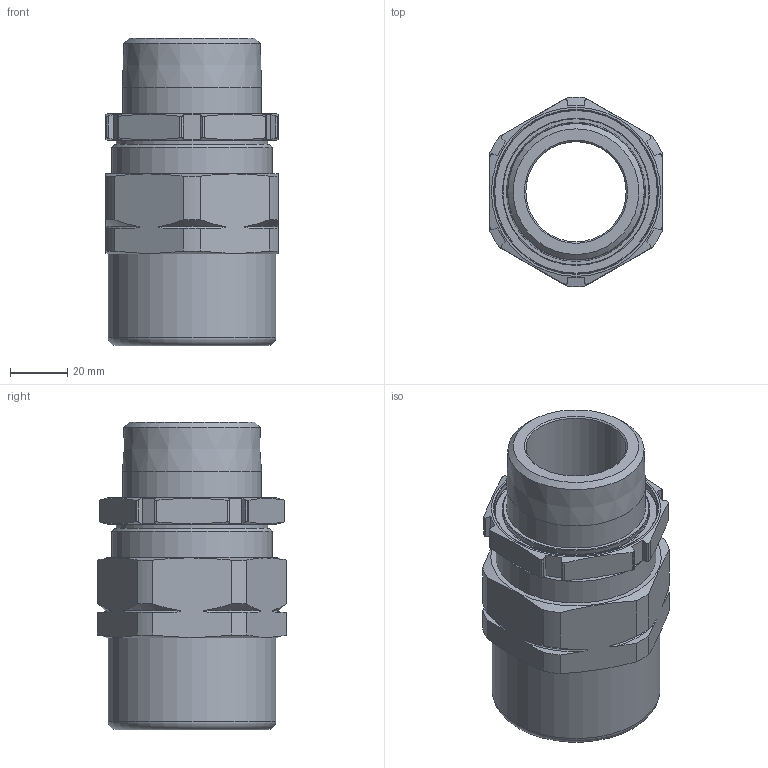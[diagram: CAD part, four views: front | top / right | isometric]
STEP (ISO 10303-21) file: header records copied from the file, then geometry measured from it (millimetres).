
FILE_DESCRIPTION (( 'STEP AP203' ), '1' );
FILE_NAME ('TMC2-150NB1621RA535.STEP', '2019-11-04T15:56:04', ( '' ), ( '' ), 'SwSTEP 2.0', 'SolidWorks 2017', '' );
FILE_SCHEMA (( 'CONFIG_CONTROL_DESIGN' ));
Length unit declared in the file: millimetre
Products named in the file (1): TMC2-150NB1621RA535
Bounding box: 60 x 65.97 x 107.2 mm (x, y, z)
Surface area: 37372.8 mm2 (no closed solid volume)
Topology: 0 solids, 5 shells, 116 faces, 318 edges, 210 vertices
Faces by surface type: cylinder 45, plane 44, cone 16, torus 11
Full cylindrical faces by diameter (mm): 35 x1, 41.4 x2, 41.5 x1, 48.5 x1, 53 x1, 56 x1, 57.1 x1, 58.5 x1
Entity records: 4139 total; most frequent: CARTESIAN_POINT 1381, ORIENTED_EDGE 564, DIRECTION 508, EDGE_CURVE 287, AXIS2_PLACEMENT_3D 212, VERTEX_POINT 203, EDGE_LOOP 148, FACE_OUTER_BOUND 130
